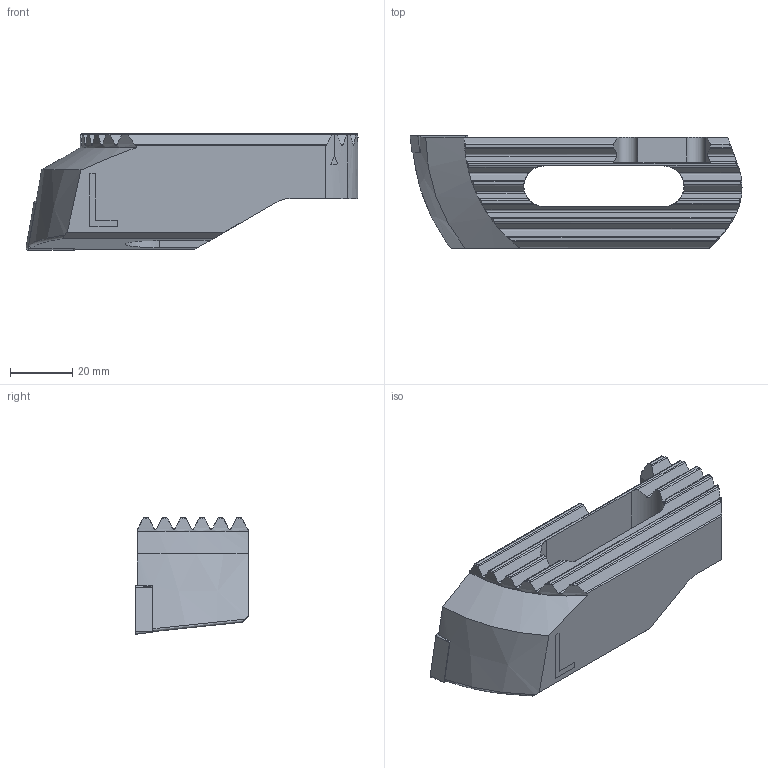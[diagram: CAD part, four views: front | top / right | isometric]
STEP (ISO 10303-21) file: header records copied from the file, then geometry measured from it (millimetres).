
FILE_DESCRIPTION(('no description'),'unknown implementation level');
FILE_NAME('1E4A61A2-54D0-4C3C-AF94-75E3FC06879F_export.stp',' ',('CIMSOURCE GmbH'),('CADClick - KiM GmbH - www.kimweb.de'),'unknown preprocess','ACIS','unknown authorization');
FILE_SCHEMA(('automotive_design'));
Length unit declared in the file: millimetre
Products named in the file (3): 639.576 Kaiser 125-153 SW98 CC16 L|654.983 Kaiser CCMT 160508 K20C;Kombinieren1; 639.576 Kaiser 125-153 SW98 CC16 L|694.150 Kaiser ETL M5 X 13,3 T20 IP 10S;Kreismuster1; 639.576 Kaiser 125-153 SW98 CC16 L|639.576 Kaiser 125-153 SW98 CC16 L;RSS-Marke
Bounding box: 107 x 36.36 x 37.6 mm (x, y, z)
Volume: 68760.5 mm3; surface area: 19166.7 mm2
Topology: 3 solids, 3 shells, 217 faces, 592 edges, 383 vertices
Faces by surface type: plane 94, cylinder 78, cone 34, torus 10, bspline 1
Entity records: 15083 total; most frequent: CARTESIAN_POINT 2880, STYLED_ITEM 1193, PRESENTATION_STYLE_ASSIGNMENT 1193, COLOUR_RGB 1193, DIRECTION 1187, ORIENTED_EDGE 1180, EDGE_CURVE 590, CURVE_STYLE 590
